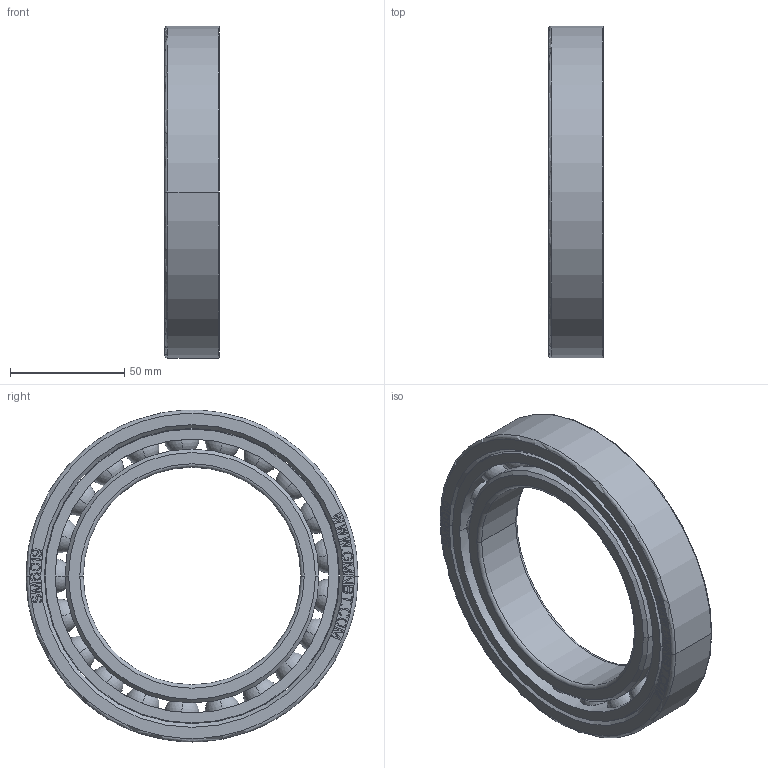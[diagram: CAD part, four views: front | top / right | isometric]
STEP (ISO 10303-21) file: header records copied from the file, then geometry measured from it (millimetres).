
FILE_DESCRIPTION((''),'2;1');
FILE_NAME('SM6019_PRT','2014-03-19T',('sales 4'),(''),'PRO/ENGINEER BY PARAMETRIC TECHNOLOGY CORPORATION, 2013150','PRO/ENGINEER BY PARAMETRIC TECHNOLOGY CORPORATION, 2013150','');
FILE_SCHEMA(('AUTOMOTIVE_DESIGN { 1 0 10303 214 1 1 1 1 }'));
Length unit declared in the file: millimetre
Products named in the file (1): SM6019_PRT
Bounding box: 24.01 x 145 x 145 mm (x, y, z)
Volume: 175424 mm3; surface area: 78638.2 mm2
Topology: 3 solids, 3 shells, 731 faces, 2036 edges, 1292 vertices
Faces by surface type: plane 527, cylinder 98, sphere 84, torus 12, cone 10
Entity records: 44284 total; most frequent: CARTESIAN_POINT 19914, ORIENTED_EDGE 3904, DIRECTION 3474, PRESENTATION_STYLE_ASSIGNMENT 1984, STYLED_ITEM 1955, CURVE_STYLE 1952, EDGE_CURVE 1952, VECTOR 1556
